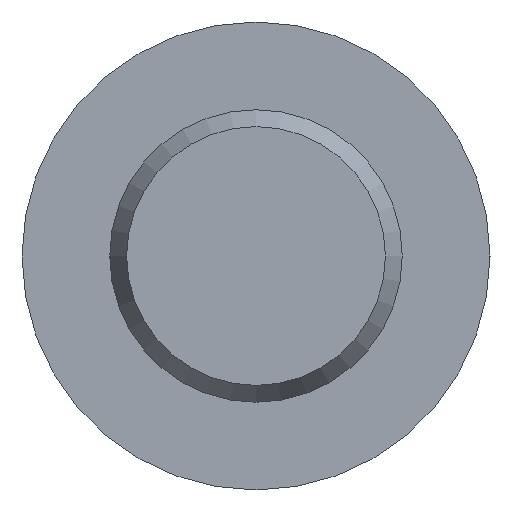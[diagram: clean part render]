
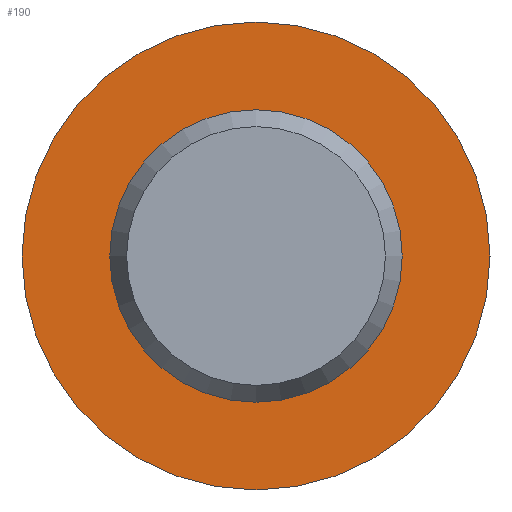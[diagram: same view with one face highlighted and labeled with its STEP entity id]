
A CAD part, left-side view. The second image highlights one B-rep face of the part: STEP entity #190.
In plain terms, the highlighted planar face has unit normal (-1, 0, 0).
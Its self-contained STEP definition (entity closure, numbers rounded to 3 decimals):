
#20 = CIRCLE ( 'NONE', #228, 4. ) ;
#35 = FACE_BOUND ( 'NONE', #63, .T. ) ;
#40 = CIRCLE ( 'NONE', #224, 2.5 ) ;
#46 = EDGE_CURVE ( 'NONE', #205, #205, #20, .T. ) ;
#51 = DIRECTION ( 'NONE',  ( 0., 0., 1. ) ) ;
#53 = CARTESIAN_POINT ( 'NONE',  ( 13., 0., 0. ) ) ;
#56 = AXIS2_PLACEMENT_3D ( 'NONE', #140, #222, #223 ) ;
#63 = EDGE_LOOP ( 'NONE', ( #127 ) ) ;
#78 = CARTESIAN_POINT ( 'NONE',  ( 13., 0., 2.5 ) ) ;
#127 = ORIENTED_EDGE ( 'NONE', *, *, #197, .F. ) ;
#140 = CARTESIAN_POINT ( 'NONE',  ( 13., 4., 0. ) ) ;
#142 = PLANE ( 'NONE',  #56 ) ;
#144 = EDGE_LOOP ( 'NONE', ( #208 ) ) ;
#159 = CARTESIAN_POINT ( 'NONE',  ( 13., 0., 0. ) ) ;
#164 = FACE_OUTER_BOUND ( 'NONE', #144, .T. ) ;
#165 = VERTEX_POINT ( 'NONE', #78 ) ;
#181 = CARTESIAN_POINT ( 'NONE',  ( 13., 0., 4. ) ) ;
#190 = ADVANCED_FACE ( 'NONE', ( #35, #164 ), #142, .F. ) ;
#197 = EDGE_CURVE ( 'NONE', #165, #165, #40, .T. ) ;
#199 = DIRECTION ( 'NONE',  ( 0., 0., 1. ) ) ;
#205 = VERTEX_POINT ( 'NONE', #181 ) ;
#208 = ORIENTED_EDGE ( 'NONE', *, *, #46, .T. ) ;
#222 = DIRECTION ( 'NONE',  ( 1., 0., 0. ) ) ;
#223 = DIRECTION ( 'NONE',  ( 0., 0., -1. ) ) ;
#224 = AXIS2_PLACEMENT_3D ( 'NONE', #53, #255, #51 ) ;
#228 = AXIS2_PLACEMENT_3D ( 'NONE', #159, #252, #199 ) ;
#252 = DIRECTION ( 'NONE',  ( -1., 0., 0. ) ) ;
#255 = DIRECTION ( 'NONE',  ( -1., 0., 0. ) ) ;
